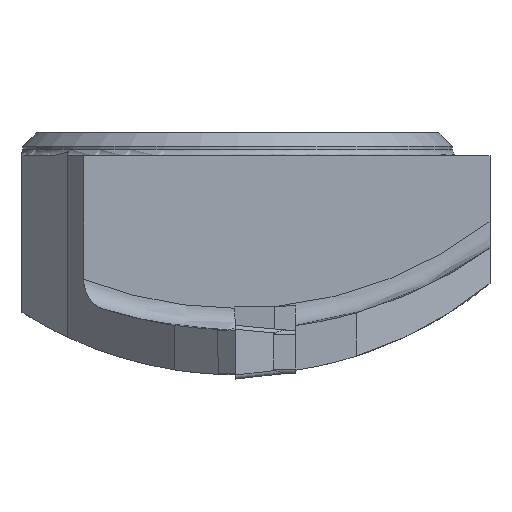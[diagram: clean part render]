
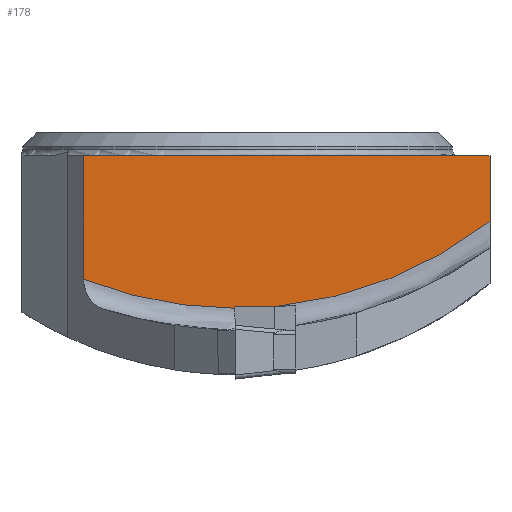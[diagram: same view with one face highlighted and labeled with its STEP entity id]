
A CAD part, left-side view. The second image highlights one B-rep face of the part: STEP entity #178.
In plain terms, the highlighted planar face has unit normal (-1, 0, 0).
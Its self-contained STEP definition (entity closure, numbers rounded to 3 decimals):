
#126=PLANE('',#1580);
#178=ADVANCED_FACE('CL_R_SU3',(#271),#126,.F.);
#271=FACE_OUTER_BOUND('',#347,.T.);
#347=EDGE_LOOP('',(#767,#768,#769,#770,#771,#772,#773));
#492=LINE('',#2255,#599);
#497=LINE('',#2266,#604);
#498=LINE('',#2270,#605);
#499=LINE('',#2272,#606);
#500=LINE('',#2276,#607);
#599=VECTOR('',#1775,1.);
#604=VECTOR('',#1786,1.);
#605=VECTOR('',#1789,1.);
#606=VECTOR('',#1790,1.);
#607=VECTOR('',#1793,1.);
#767=ORIENTED_EDGE('',*,*,#1293,.F.);
#768=ORIENTED_EDGE('',*,*,#1294,.T.);
#769=ORIENTED_EDGE('',*,*,#1295,.F.);
#770=ORIENTED_EDGE('',*,*,#1296,.T.);
#771=ORIENTED_EDGE('',*,*,#1297,.T.);
#772=ORIENTED_EDGE('',*,*,#1298,.T.);
#773=ORIENTED_EDGE('',*,*,#1287,.F.);
#1142=VERTEX_POINT('',#2254);
#1143=VERTEX_POINT('',#2256);
#1146=VERTEX_POINT('',#2267);
#1147=VERTEX_POINT('',#2269);
#1148=VERTEX_POINT('',#2271);
#1149=VERTEX_POINT('',#2273);
#1150=VERTEX_POINT('',#2275);
#1287=EDGE_CURVE('',#1142,#1143,#492,.T.);
#1293=EDGE_CURVE('',#1146,#1142,#497,.T.);
#1294=EDGE_CURVE('',#1146,#1147,#1449,.T.);
#1295=EDGE_CURVE('',#1148,#1147,#498,.T.);
#1296=EDGE_CURVE('',#1148,#1149,#499,.T.);
#1297=EDGE_CURVE('',#1149,#1150,#1450,.T.);
#1298=EDGE_CURVE('',#1150,#1143,#500,.T.);
#1449=CIRCLE('',#1578,30.925);
#1450=CIRCLE('',#1579,30.925);
#1578=AXIS2_PLACEMENT_3D('',#2268,#1787,#1788);
#1579=AXIS2_PLACEMENT_3D('',#2274,#1791,#1792);
#1580=AXIS2_PLACEMENT_3D('',#2277,#1794,#1795);
#1775=DIRECTION('',(0.,-1.,0.));
#1786=DIRECTION('',(0.,0.,1.));
#1787=DIRECTION('',(-1.,0.,0.));
#1788=DIRECTION('',(0.,0.,-1.));
#1789=DIRECTION('',(0.,-0.01,-1.));
#1790=DIRECTION('',(0.,-1.,0.01));
#1791=DIRECTION('',(-1.,0.,0.));
#1792=DIRECTION('',(0.,0.,-1.));
#1793=DIRECTION('',(0.,0.,1.));
#1794=DIRECTION('',(1.,0.,0.));
#1795=DIRECTION('',(0.,0.,-1.));
#2254=CARTESIAN_POINT('',(-21.5,11.46,-1.375));
#2255=CARTESIAN_POINT('',(-21.5,0.,-1.375));
#2256=CARTESIAN_POINT('',(-21.5,-18.8,-1.375));
#2266=CARTESIAN_POINT('',(-21.5,11.46,-108.776));
#2267=CARTESIAN_POINT('',(-21.5,11.46,-10.563));
#2268=CARTESIAN_POINT('',(-21.5,0.1,18.2));
#2269=CARTESIAN_POINT('',(-21.5,0.197,-12.725));
#2270=CARTESIAN_POINT('',(-21.5,0.163,-16.));
#2271=CARTESIAN_POINT('',(-21.5,0.198,-12.6));
#2272=CARTESIAN_POINT('',(-21.5,-0.132,-12.597));
#2273=CARTESIAN_POINT('',(-21.5,-3.028,-12.567));
#2274=CARTESIAN_POINT('',(-21.5,0.1,18.2));
#2275=CARTESIAN_POINT('',(-21.5,-18.8,-6.278));
#2276=CARTESIAN_POINT('',(-21.5,-18.8,-108.776));
#2277=CARTESIAN_POINT('',(-21.5,-0.809,-108.776));
